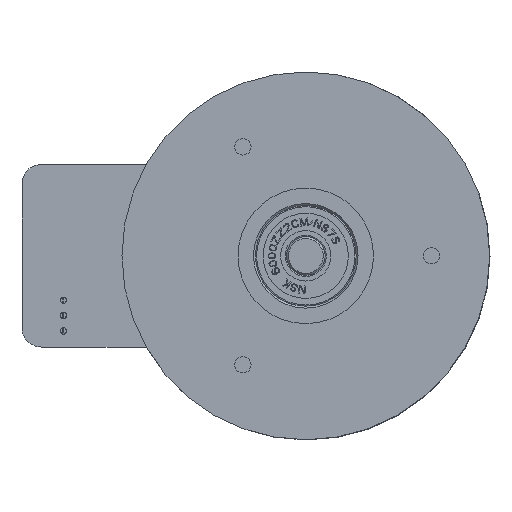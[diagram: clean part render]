
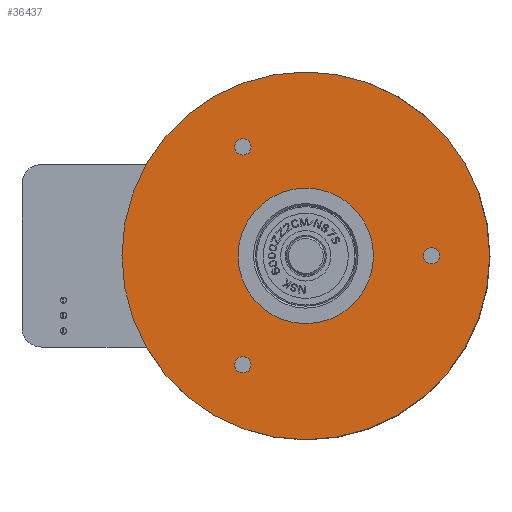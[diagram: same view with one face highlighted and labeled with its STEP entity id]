
A CAD part, front view. The second image highlights one B-rep face of the part: STEP entity #36437.
In plain terms, the highlighted planar face has unit normal (0, -1, 0).
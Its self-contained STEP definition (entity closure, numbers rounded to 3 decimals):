
#240=FACE_BOUND('',#12146,.T.);
#241=FACE_BOUND('',#12147,.T.);
#242=FACE_BOUND('',#12148,.T.);
#243=FACE_BOUND('',#12149,.T.);
#10088=FACE_OUTER_BOUND('',#12145,.T.);
#12145=EDGE_LOOP('',(#26781,#26782));
#12146=EDGE_LOOP('',(#26783,#26784));
#12147=EDGE_LOOP('',(#26785,#26786));
#12148=EDGE_LOOP('',(#26787,#26788));
#12149=EDGE_LOOP('',(#26789,#26790));
#13781=CIRCLE('',#38527,2.1);
#13782=CIRCLE('',#38529,2.1);
#13783=CIRCLE('',#38531,2.1);
#13784=CIRCLE('',#38533,2.1);
#13785=CIRCLE('',#38535,2.1);
#13786=CIRCLE('',#38537,2.1);
#13787=CIRCLE('',#38539,17.5);
#13790=CIRCLE('',#38543,17.5);
#13791=CIRCLE('',#38545,47.5);
#13792=CIRCLE('',#38546,47.5);
#15851=VERTEX_POINT('',#54731);
#15852=VERTEX_POINT('',#54733);
#15853=VERTEX_POINT('',#54739);
#15854=VERTEX_POINT('',#54741);
#15855=VERTEX_POINT('',#54747);
#15856=VERTEX_POINT('',#54749);
#15857=VERTEX_POINT('',#54755);
#15859=VERTEX_POINT('',#54758);
#15863=VERTEX_POINT('',#54771);
#15864=VERTEX_POINT('',#54772);
#19748=EDGE_CURVE('',#15852,#15851,#13781,.T.);
#19750=EDGE_CURVE('',#15851,#15852,#13782,.T.);
#19752=EDGE_CURVE('',#15854,#15853,#13783,.T.);
#19754=EDGE_CURVE('',#15853,#15854,#13784,.T.);
#19756=EDGE_CURVE('',#15856,#15855,#13785,.T.);
#19758=EDGE_CURVE('',#15855,#15856,#13786,.T.);
#19760=EDGE_CURVE('',#15859,#15857,#13787,.T.);
#19766=EDGE_CURVE('',#15857,#15859,#13790,.T.);
#19767=EDGE_CURVE('',#15863,#15864,#13791,.T.);
#19768=EDGE_CURVE('',#15864,#15863,#13792,.T.);
#26781=ORIENTED_EDGE('',*,*,#19767,.F.);
#26782=ORIENTED_EDGE('',*,*,#19768,.F.);
#26783=ORIENTED_EDGE('',*,*,#19766,.T.);
#26784=ORIENTED_EDGE('',*,*,#19760,.T.);
#26785=ORIENTED_EDGE('',*,*,#19750,.T.);
#26786=ORIENTED_EDGE('',*,*,#19748,.T.);
#26787=ORIENTED_EDGE('',*,*,#19754,.T.);
#26788=ORIENTED_EDGE('',*,*,#19752,.T.);
#26789=ORIENTED_EDGE('',*,*,#19758,.T.);
#26790=ORIENTED_EDGE('',*,*,#19756,.T.);
#35050=PLANE('',#38544);
#36437=ADVANCED_FACE('',(#10088,#240,#241,#242,#243),#35050,.T.);
#38527=AXIS2_PLACEMENT_3D('',#54734,#43740,#43741);
#38529=AXIS2_PLACEMENT_3D('',#54737,#43745,#43746);
#38531=AXIS2_PLACEMENT_3D('',#54742,#43750,#43751);
#38533=AXIS2_PLACEMENT_3D('',#54745,#43755,#43756);
#38535=AXIS2_PLACEMENT_3D('',#54750,#43760,#43761);
#38537=AXIS2_PLACEMENT_3D('',#54753,#43765,#43766);
#38539=AXIS2_PLACEMENT_3D('',#54759,#43770,#43771);
#38543=AXIS2_PLACEMENT_3D('',#54769,#43781,#43782);
#38544=AXIS2_PLACEMENT_3D('',#54770,#43783,#43784);
#38545=AXIS2_PLACEMENT_3D('',#54773,#43785,#43786);
#38546=AXIS2_PLACEMENT_3D('',#54774,#43787,#43788);
#43740=DIRECTION('center_axis',(0.,1.,0.));
#43741=DIRECTION('ref_axis',(0.,0.,1.));
#43745=DIRECTION('center_axis',(0.,1.,0.));
#43746=DIRECTION('ref_axis',(0.,0.,-1.));
#43750=DIRECTION('center_axis',(0.,1.,0.));
#43751=DIRECTION('ref_axis',(-0.866,0.,-0.5));
#43755=DIRECTION('center_axis',(0.,1.,0.));
#43756=DIRECTION('ref_axis',(0.866,0.,0.5));
#43760=DIRECTION('center_axis',(0.,1.,0.));
#43761=DIRECTION('ref_axis',(0.866,0.,-0.5));
#43765=DIRECTION('center_axis',(0.,1.,0.));
#43766=DIRECTION('ref_axis',(-0.866,0.,0.5));
#43770=DIRECTION('center_axis',(0.,1.,0.));
#43771=DIRECTION('ref_axis',(0.,0.,-1.));
#43781=DIRECTION('center_axis',(0.,1.,0.));
#43782=DIRECTION('ref_axis',(0.,0.,1.));
#43783=DIRECTION('center_axis',(0.,-1.,0.));
#43784=DIRECTION('ref_axis',(0.,0.,-1.));
#43785=DIRECTION('center_axis',(0.,1.,0.));
#43786=DIRECTION('ref_axis',(0.,0.,1.));
#43787=DIRECTION('center_axis',(0.,1.,0.));
#43788=DIRECTION('ref_axis',(0.,0.,1.));
#54731=CARTESIAN_POINT('',(32.5,-14.7,2.1));
#54733=CARTESIAN_POINT('',(32.5,-14.7,-2.1));
#54734=CARTESIAN_POINT('Origin',(32.5,-14.7,0.));
#54737=CARTESIAN_POINT('Origin',(32.5,-14.7,0.));
#54739=CARTESIAN_POINT('',(-18.069,-14.7,27.096));
#54741=CARTESIAN_POINT('',(-14.431,-14.7,29.196));
#54742=CARTESIAN_POINT('Origin',(-16.25,-14.7,28.146));
#54745=CARTESIAN_POINT('Origin',(-16.25,-14.7,28.146));
#54747=CARTESIAN_POINT('',(-14.431,-14.7,-29.196));
#54749=CARTESIAN_POINT('',(-18.069,-14.7,-27.096));
#54750=CARTESIAN_POINT('Origin',(-16.25,-14.7,-28.146));
#54753=CARTESIAN_POINT('Origin',(-16.25,-14.7,-28.146));
#54755=CARTESIAN_POINT('',(0.,-14.7,17.5));
#54758=CARTESIAN_POINT('',(0.,-14.7,-17.5));
#54759=CARTESIAN_POINT('Origin',(0.,-14.7,0.));
#54769=CARTESIAN_POINT('Origin',(0.,-14.7,0.));
#54770=CARTESIAN_POINT('Origin',(0.,-14.7,49.4));
#54771=CARTESIAN_POINT('',(0.,-14.7,47.5));
#54772=CARTESIAN_POINT('',(0.,-14.7,-47.5));
#54773=CARTESIAN_POINT('Origin',(0.,-14.7,0.));
#54774=CARTESIAN_POINT('Origin',(0.,-14.7,0.));
